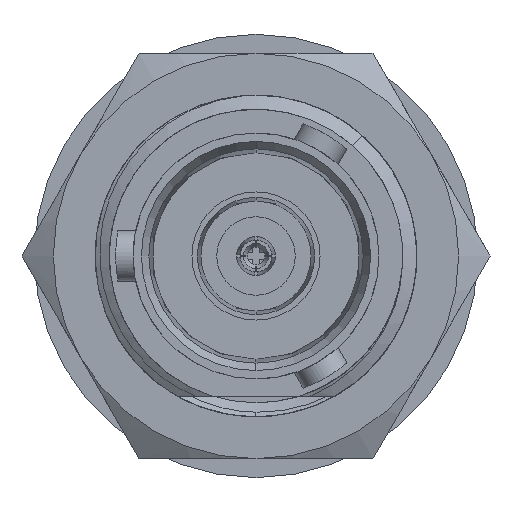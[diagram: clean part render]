
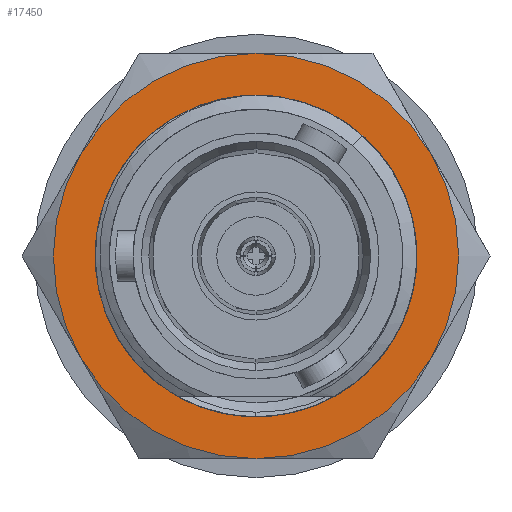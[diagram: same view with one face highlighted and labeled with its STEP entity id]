
A CAD part, left-side view. The second image highlights one B-rep face of the part: STEP entity #17450.
In plain terms, the highlighted face is planar.
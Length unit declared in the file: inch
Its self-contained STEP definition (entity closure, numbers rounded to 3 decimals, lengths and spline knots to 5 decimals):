
#232 = CARTESIAN_POINT ( 'NONE',  ( 0.04921, 0., 0. ) ) ;
#856 = CIRCLE ( 'NONE', #16103, 0.31496 ) ;
#890 = VERTEX_POINT ( 'NONE', #24238 ) ;
#1046 = EDGE_CURVE ( 'NONE', #21955, #21747, #32277, .T. ) ;
#1082 = FACE_BOUND ( 'NONE', #27017, .T. ) ;
#1252 = CARTESIAN_POINT ( 'NONE',  ( 0.04921, -0.27276, -0.15748 ) ) ;
#1273 = AXIS2_PLACEMENT_3D ( 'NONE', #8733, #8571, #21335 ) ;
#1590 = DIRECTION ( 'NONE',  ( 0., 0., -1. ) ) ;
#2299 = AXIS2_PLACEMENT_3D ( 'NONE', #32433, #6354, #19273 ) ;
#2984 = CARTESIAN_POINT ( 'NONE',  ( 0.04921, 0., 0. ) ) ;
#3621 = CIRCLE ( 'NONE', #33584, 0.31496 ) ;
#4155 = DIRECTION ( 'NONE',  ( 0., 0., 1. ) ) ;
#4435 = DIRECTION ( 'NONE',  ( -1., 0., 0. ) ) ;
#4809 = ORIENTED_EDGE ( 'NONE', *, *, #10813, .T. ) ;
#4835 = DIRECTION ( 'NONE',  ( -1., 0., 0. ) ) ;
#5553 = CARTESIAN_POINT ( 'NONE',  ( 0.04921, -0.24954, 0.01508 ) ) ;
#5684 = VERTEX_POINT ( 'NONE', #9839 ) ;
#5957 = ORIENTED_EDGE ( 'NONE', *, *, #26636, .F. ) ;
#6354 = DIRECTION ( 'NONE',  ( -1., 0., 0. ) ) ;
#7096 = CARTESIAN_POINT ( 'NONE',  ( 0.04921, -0.16474, -0.18805 ) ) ;
#7106 = EDGE_LOOP ( 'NONE', ( #10309, #20047, #22659, #5957, #23643, #25258 ) ) ;
#7127 = CARTESIAN_POINT ( 'NONE',  ( 0.04921, -0.2507, -0.00401 ) ) ;
#7417 = EDGE_CURVE ( 'NONE', #31271, #11958, #30208, .T. ) ;
#7479 = CARTESIAN_POINT ( 'NONE',  ( 0.04921, -0.22343, -0.11374 ) ) ;
#7643 = CARTESIAN_POINT ( 'NONE',  ( 0.04921, 0., 0. ) ) ;
#8571 = DIRECTION ( 'NONE',  ( -1., 0., 0. ) ) ;
#8733 = CARTESIAN_POINT ( 'NONE',  ( 0.04921, 0., 0. ) ) ;
#9146 = CIRCLE ( 'NONE', #23322, 0.31496 ) ;
#9515 = AXIS2_PLACEMENT_3D ( 'NONE', #30653, #20398, #12932 ) ;
#9839 = CARTESIAN_POINT ( 'NONE',  ( 0.04921, 0.27276, 0.15748 ) ) ;
#9900 = CARTESIAN_POINT ( 'NONE',  ( 0.04921, 0.27276, -0.15748 ) ) ;
#9941 = EDGE_CURVE ( 'NONE', #15761, #31023, #30822, .T. ) ;
#10143 = EDGE_CURVE ( 'NONE', #12086, #31271, #24257, .T. ) ;
#10222 = CARTESIAN_POINT ( 'NONE',  ( 0.04921, -0.17913, -0.17544 ) ) ;
#10309 = ORIENTED_EDGE ( 'NONE', *, *, #20601, .F. ) ;
#10653 = DIRECTION ( 'NONE',  ( -1., 0., 0. ) ) ;
#10813 = EDGE_CURVE ( 'NONE', #17215, #890, #31069, .T. ) ;
#11958 = VERTEX_POINT ( 'NONE', #13407 ) ;
#12086 = VERTEX_POINT ( 'NONE', #1252 ) ;
#12299 = CARTESIAN_POINT ( 'NONE',  ( 0.04921, 0., -0.31496 ) ) ;
#12308 = DIRECTION ( 'NONE',  ( 0., 0., 1. ) ) ;
#12932 = DIRECTION ( 'NONE',  ( 0., 0., 1. ) ) ;
#13407 = CARTESIAN_POINT ( 'NONE',  ( 0.04921, 0., 0.31496 ) ) ;
#13500 = EDGE_CURVE ( 'NONE', #31023, #17215, #25781, .T. ) ;
#13717 = DIRECTION ( 'NONE',  ( -1., 0., 0. ) ) ;
#14985 = CARTESIAN_POINT ( 'NONE',  ( 0.04921, -0.19204, -0.16119 ) ) ;
#15019 = AXIS2_PLACEMENT_3D ( 'NONE', #16600, #13717, #30537 ) ;
#15498 = CARTESIAN_POINT ( 'NONE',  ( 0.04921, -0.16474, -0.18805 ) ) ;
#15761 = VERTEX_POINT ( 'NONE', #15980 ) ;
#15980 = CARTESIAN_POINT ( 'NONE',  ( 0.04921, 0., -0.25 ) ) ;
#15997 = CIRCLE ( 'NONE', #1273, 0.25 ) ;
#16103 = AXIS2_PLACEMENT_3D ( 'NONE', #232, #10653, #21029 ) ;
#16350 = AXIS2_PLACEMENT_3D ( 'NONE', #27191, #32636, #4155 ) ;
#16600 = CARTESIAN_POINT ( 'NONE',  ( 0.04921, 0., 0. ) ) ;
#16926 = ORIENTED_EDGE ( 'NONE', *, *, #13500, .T. ) ;
#17215 = VERTEX_POINT ( 'NONE', #5553 ) ;
#17450 = ADVANCED_FACE ( 'NONE', ( #1082, #21053 ), #26348, .T. ) ;
#17725 = AXIS2_PLACEMENT_3D ( 'NONE', #2984, #21884, #1590 ) ;
#17886 = EDGE_CURVE ( 'NONE', #5684, #21955, #3621, .T. ) ;
#18028 = DIRECTION ( 'NONE',  ( -1., 0., 0. ) ) ;
#18951 = CARTESIAN_POINT ( 'NONE',  ( 0.04921, -0.27276, 0.15748 ) ) ;
#18968 = ORIENTED_EDGE ( 'NONE', *, *, #31386, .T. ) ;
#19273 = DIRECTION ( 'NONE',  ( 0., 0., 1. ) ) ;
#20047 = ORIENTED_EDGE ( 'NONE', *, *, #1046, .F. ) ;
#20234 = CARTESIAN_POINT ( 'NONE',  ( 0.04921, -0.24954, 0.01508 ) ) ;
#20398 = DIRECTION ( 'NONE',  ( -1., 0., 0. ) ) ;
#20601 = EDGE_CURVE ( 'NONE', #21747, #12086, #856, .T. ) ;
#20665 = DIRECTION ( 'NONE',  ( 0., 0., 1. ) ) ;
#21029 = DIRECTION ( 'NONE',  ( 0., 0., 1. ) ) ;
#21053 = FACE_OUTER_BOUND ( 'NONE', #7106, .T. ) ;
#21335 = DIRECTION ( 'NONE',  ( 0., 0., 1. ) ) ;
#21747 = VERTEX_POINT ( 'NONE', #12299 ) ;
#21884 = DIRECTION ( 'NONE',  ( 1., 0., 0. ) ) ;
#21955 = VERTEX_POINT ( 'NONE', #9900 ) ;
#22659 = ORIENTED_EDGE ( 'NONE', *, *, #17886, .F. ) ;
#22811 = CARTESIAN_POINT ( 'NONE',  ( 0.04921, -0.24284, -0.06017 ) ) ;
#23252 = CARTESIAN_POINT ( 'NONE',  ( 0.04921, 0., 0. ) ) ;
#23322 = AXIS2_PLACEMENT_3D ( 'NONE', #7643, #18028, #28794 ) ;
#23643 = ORIENTED_EDGE ( 'NONE', *, *, #7417, .F. ) ;
#23722 = AXIS2_PLACEMENT_3D ( 'NONE', #27810, #4435, #12308 ) ;
#24238 = CARTESIAN_POINT ( 'NONE',  ( 0.04921, 0., 0.25 ) ) ;
#24257 = CIRCLE ( 'NONE', #15019, 0.31496 ) ;
#25258 = ORIENTED_EDGE ( 'NONE', *, *, #10143, .F. ) ;
#25380 = CARTESIAN_POINT ( 'NONE',  ( 0.04921, -0.21425, -0.13023 ) ) ;
#25781 = B_SPLINE_CURVE_WITH_KNOTS ( 'NONE', 3,
 ( #15498, #10222, #14985, #25380, #7479, #33399, #30502, #22811, #33226, #31013, #7127, #20234 ),
 .UNSPECIFIED., .F., .F.,
 ( 4, 2, 2, 2, 2, 4 ),
 ( 0., 0.00146, 0.00291, 0.00364, 0.00437, 0.00583 ),
 .UNSPECIFIED. ) ;
#26348 = PLANE ( 'NONE',  #17725 ) ;
#26636 = EDGE_CURVE ( 'NONE', #11958, #5684, #9146, .T. ) ;
#27017 = EDGE_LOOP ( 'NONE', ( #16926, #4809, #18968, #27378 ) ) ;
#27191 = CARTESIAN_POINT ( 'NONE',  ( 0.04921, 0., 0. ) ) ;
#27378 = ORIENTED_EDGE ( 'NONE', *, *, #9941, .T. ) ;
#27810 = CARTESIAN_POINT ( 'NONE',  ( 0.04921, 0., 0. ) ) ;
#28794 = DIRECTION ( 'NONE',  ( 0., 0., 1. ) ) ;
#30208 = CIRCLE ( 'NONE', #9515, 0.31496 ) ;
#30502 = CARTESIAN_POINT ( 'NONE',  ( 0.04921, -0.23757, -0.07843 ) ) ;
#30537 = DIRECTION ( 'NONE',  ( 0., 0., 1. ) ) ;
#30653 = CARTESIAN_POINT ( 'NONE',  ( 0.04921, 0., 0. ) ) ;
#30822 = CIRCLE ( 'NONE', #23722, 0.25 ) ;
#31013 = CARTESIAN_POINT ( 'NONE',  ( 0.04921, -0.24965, -0.02306 ) ) ;
#31023 = VERTEX_POINT ( 'NONE', #7096 ) ;
#31069 = CIRCLE ( 'NONE', #16350, 0.25 ) ;
#31271 = VERTEX_POINT ( 'NONE', #18951 ) ;
#31386 = EDGE_CURVE ( 'NONE', #890, #15761, #15997, .T. ) ;
#32277 = CIRCLE ( 'NONE', #2299, 0.31496 ) ;
#32433 = CARTESIAN_POINT ( 'NONE',  ( 0.04921, 0., 0. ) ) ;
#32636 = DIRECTION ( 'NONE',  ( -1., 0., 0. ) ) ;
#33226 = CARTESIAN_POINT ( 'NONE',  ( 0.04921, -0.24493, -0.05095 ) ) ;
#33399 = CARTESIAN_POINT ( 'NONE',  ( 0.04921, -0.23438, -0.08749 ) ) ;
#33584 = AXIS2_PLACEMENT_3D ( 'NONE', #23252, #4835, #20665 ) ;
